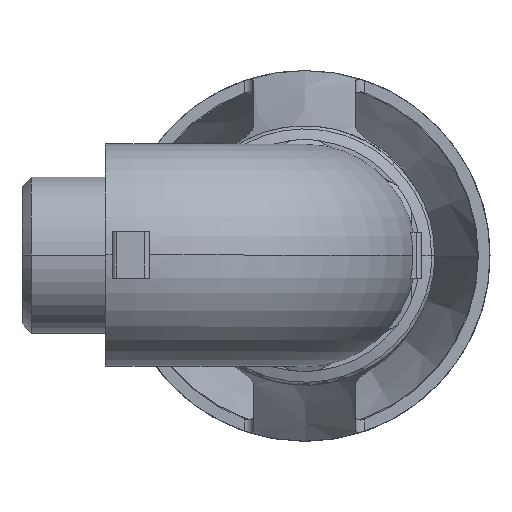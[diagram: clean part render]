
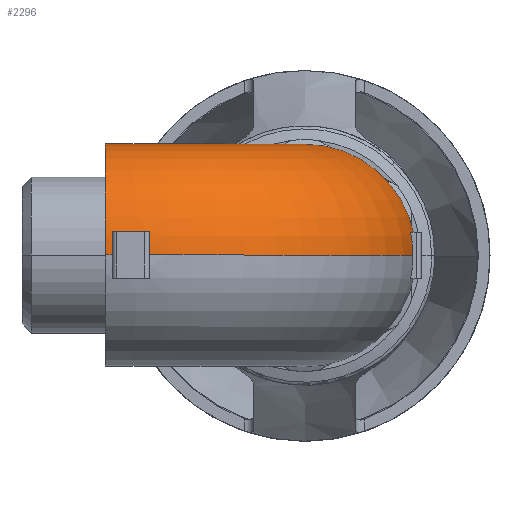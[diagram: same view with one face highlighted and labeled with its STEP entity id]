
A CAD part, top view. The second image highlights one B-rep face of the part: STEP entity #2296.
In plain terms, the highlighted toroidal (fillet/blend) face has major radius 42.999 mm and minor radius 24 mm.
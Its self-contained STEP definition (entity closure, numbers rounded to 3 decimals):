
#146=B_SPLINE_CURVE_WITH_KNOTS($,3,(#3487,#3488,#3489,#3490,#3491,#3492,
#3493,#3494),.UNSPECIFIED.,.F.,.F.,(4,2,2,4),(-4.741,-4.443,
-2.221,0.),.UNSPECIFIED.);
#147=B_SPLINE_CURVE_WITH_KNOTS($,3,(#3503,#3504,#3505,#3506,#3507,#3508,
#3509,#3510),.UNSPECIFIED.,.F.,.F.,(4,2,2,4),(-144.443,-142.23,
-140.018,-139.702),.UNSPECIFIED.);
#150=B_SPLINE_CURVE_WITH_KNOTS($,3,(#3556,#3557,#3558,#3559,#3560,#3561,
#3562,#3563),.UNSPECIFIED.,.F.,.F.,(4,2,2,4),(-4.741,-4.423,
-2.212,0.),.UNSPECIFIED.);
#151=B_SPLINE_CURVE_WITH_KNOTS($,3,(#3572,#3573,#3574,#3575,#3576,#3577,
#3578,#3579),.UNSPECIFIED.,.F.,.F.,(4,2,2,4),(-142.229,-140.008,
-137.787,-137.489),.UNSPECIFIED.);
#153=B_SPLINE_CURVE_WITH_KNOTS($,3,(#3608,#3609,#3610,#3611,#3612,#3613,
#3614),.UNSPECIFIED.,.F.,.F.,(4,1,1,1,4),(0.,0.25,0.5,0.75,1.),
 .UNSPECIFIED.);
#154=B_SPLINE_CURVE_WITH_KNOTS($,3,(#3619,#3620,#3621,#3622,#3623),
 .UNSPECIFIED.,.F.,.F.,(4,1,4),(0.,0.5,1.),.UNSPECIFIED.);
#199=TOROIDAL_SURFACE($,#2460,42.999,24.);
#226=FACE_OUTER_BOUND($,#365,.T.);
#365=EDGE_LOOP($,(#1586,#1587,#1588,#1589,#1590,#1591,#1592,#1593,#1594,
#1595,#1596,#1597));
#786=CIRCLE($,#2444,66.472);
#792=CIRCLE($,#2457,66.472);
#794=CIRCLE($,#2461,24.);
#795=CIRCLE($,#2462,66.999);
#796=CIRCLE($,#2463,66.999);
#797=CIRCLE($,#2464,24.);
#905=VERTEX_POINT($,#3467);
#909=VERTEX_POINT($,#3486);
#912=VERTEX_POINT($,#3500);
#913=VERTEX_POINT($,#3502);
#922=VERTEX_POINT($,#3546);
#923=VERTEX_POINT($,#3555);
#926=VERTEX_POINT($,#3569);
#927=VERTEX_POINT($,#3571);
#931=VERTEX_POINT($,#3604);
#932=VERTEX_POINT($,#3605);
#933=VERTEX_POINT($,#3615);
#934=VERTEX_POINT($,#3617);
#1146=EDGE_CURVE($,#909,#905,#146,.T.);
#1150=EDGE_CURVE($,#913,#912,#147,.T.);
#1158=EDGE_CURVE($,#912,#909,#786,.T.);
#1166=EDGE_CURVE($,#923,#922,#150,.T.);
#1170=EDGE_CURVE($,#927,#926,#151,.T.);
#1178=EDGE_CURVE($,#926,#923,#792,.T.);
#1180=EDGE_CURVE($,#931,#932,#794,.T.);
#1181=EDGE_CURVE($,#927,#931,#795,.T.);
#1182=EDGE_CURVE($,#913,#922,#153,.T.);
#1183=EDGE_CURVE($,#933,#905,#796,.T.);
#1184=EDGE_CURVE($,#934,#933,#797,.T.);
#1185=EDGE_CURVE($,#932,#934,#154,.T.);
#1586=ORIENTED_EDGE($,*,*,#1180,.F.);
#1587=ORIENTED_EDGE($,*,*,#1181,.F.);
#1588=ORIENTED_EDGE($,*,*,#1170,.T.);
#1589=ORIENTED_EDGE($,*,*,#1178,.T.);
#1590=ORIENTED_EDGE($,*,*,#1166,.T.);
#1591=ORIENTED_EDGE($,*,*,#1182,.F.);
#1592=ORIENTED_EDGE($,*,*,#1150,.T.);
#1593=ORIENTED_EDGE($,*,*,#1158,.T.);
#1594=ORIENTED_EDGE($,*,*,#1146,.T.);
#1595=ORIENTED_EDGE($,*,*,#1183,.F.);
#1596=ORIENTED_EDGE($,*,*,#1184,.F.);
#1597=ORIENTED_EDGE($,*,*,#1185,.F.);
#2296=ADVANCED_FACE($,(#226),#199,.T.);
#2444=AXIS2_PLACEMENT_3D($,#3531,#2771,#2772);
#2457=AXIS2_PLACEMENT_3D($,#3600,#2807,#2808);
#2460=AXIS2_PLACEMENT_3D($,#3603,#2813,#2814);
#2461=AXIS2_PLACEMENT_3D($,#3606,#2815,#2816);
#2462=AXIS2_PLACEMENT_3D($,#3607,#2817,#2818);
#2463=AXIS2_PLACEMENT_3D($,#3616,#2819,#2820);
#2464=AXIS2_PLACEMENT_3D($,#3618,#2821,#2822);
#2771=DIRECTION('center_axis',(0.,1.,0.));
#2772=DIRECTION('ref_axis',(0.,0.,1.));
#2807=DIRECTION('center_axis',(0.,1.,0.));
#2808=DIRECTION('ref_axis',(0.,0.,1.));
#2813=DIRECTION('center_axis',(0.,1.,0.));
#2814=DIRECTION('ref_axis',(0.,0.,1.));
#2815=DIRECTION('center_axis',(-1.,0.,0.));
#2816=DIRECTION('ref_axis',(0.,0.,1.));
#2817=DIRECTION('center_axis',(0.,-1.,0.));
#2818=DIRECTION('ref_axis',(0.,0.,1.));
#2819=DIRECTION('center_axis',(0.,-1.,0.));
#2820=DIRECTION('ref_axis',(1.,0.,0.016));
#2821=DIRECTION('center_axis',(0.,0.,-1.));
#2822=DIRECTION('ref_axis',(1.,0.,0.));
#3467=CARTESIAN_POINT('',(23.99,0.,82.577));
#3486=CARTESIAN_POINT('',(23.464,5.,82.577));
#3487=CARTESIAN_POINT('Ctrl Pts',(23.464,5.,82.577));
#3488=CARTESIAN_POINT('Ctrl Pts',(23.486,4.894,82.577));
#3489=CARTESIAN_POINT('Ctrl Pts',(23.508,4.788,82.577));
#3490=CARTESIAN_POINT('Ctrl Pts',(23.687,3.89,82.577));
#3491=CARTESIAN_POINT('Ctrl Pts',(23.804,3.09,82.577));
#3492=CARTESIAN_POINT('Ctrl Pts',(23.955,1.515,82.577));
#3493=CARTESIAN_POINT('Ctrl Pts',(23.99,0.74,82.577));
#3494=CARTESIAN_POINT('Ctrl Pts',(23.99,0.,82.577));
#3500=CARTESIAN_POINT('',(22.85,5.,90.577));
#3502=CARTESIAN_POINT('',(23.381,0.,90.577));
#3503=CARTESIAN_POINT('Ctrl Pts',(23.381,0.,
90.577));
#3504=CARTESIAN_POINT('Ctrl Pts',(23.381,0.737,90.577));
#3505=CARTESIAN_POINT('Ctrl Pts',(23.346,1.509,90.577));
#3506=CARTESIAN_POINT('Ctrl Pts',(23.194,3.077,90.577));
#3507=CARTESIAN_POINT('Ctrl Pts',(23.077,3.874,90.577));
#3508=CARTESIAN_POINT('Ctrl Pts',(22.897,4.775,90.577));
#3509=CARTESIAN_POINT('Ctrl Pts',(22.874,4.888,90.577));
#3510=CARTESIAN_POINT('Ctrl Pts',(22.85,5.,90.577));
#3531=CARTESIAN_POINT('Origin',(-43.,5.,81.5));
#3546=CARTESIAN_POINT('',(-33.506,0.,147.823));
#3555=CARTESIAN_POINT('',(-33.506,5.,147.291));
#3556=CARTESIAN_POINT('Ctrl Pts',(-33.506,5.,147.291));
#3557=CARTESIAN_POINT('Ctrl Pts',(-33.506,4.887,147.315));
#3558=CARTESIAN_POINT('Ctrl Pts',(-33.506,4.774,147.339));
#3559=CARTESIAN_POINT('Ctrl Pts',(-33.506,3.873,147.519));
#3560=CARTESIAN_POINT('Ctrl Pts',(-33.506,3.076,147.636));
#3561=CARTESIAN_POINT('Ctrl Pts',(-33.506,1.509,147.788));
#3562=CARTESIAN_POINT('Ctrl Pts',(-33.506,0.737,147.823));
#3563=CARTESIAN_POINT('Ctrl Pts',(-33.506,0.,147.823));
#3569=CARTESIAN_POINT('',(-41.506,5.,147.956));
#3571=CARTESIAN_POINT('',(-41.506,0.,148.482));
#3572=CARTESIAN_POINT('Ctrl Pts',(-41.506,0.,
148.482));
#3573=CARTESIAN_POINT('Ctrl Pts',(-41.506,0.74,148.482));
#3574=CARTESIAN_POINT('Ctrl Pts',(-41.506,1.515,148.447));
#3575=CARTESIAN_POINT('Ctrl Pts',(-41.506,3.09,148.296));
#3576=CARTESIAN_POINT('Ctrl Pts',(-41.506,3.89,148.179));
#3577=CARTESIAN_POINT('Ctrl Pts',(-41.506,4.788,148.));
#3578=CARTESIAN_POINT('Ctrl Pts',(-41.506,4.894,147.978));
#3579=CARTESIAN_POINT('Ctrl Pts',(-41.506,5.,147.956));
#3600=CARTESIAN_POINT('Origin',(-43.,5.,81.5));
#3603=CARTESIAN_POINT('Origin',(-43.,0.,81.5));
#3604=CARTESIAN_POINT('',(-43.,0.,148.499));
#3605=CARTESIAN_POINT('',(-43.,0.,100.499));
#3606=CARTESIAN_POINT('Origin',(-43.,0.,124.499));
#3607=CARTESIAN_POINT('Origin',(-43.,0.,
81.5));
#3608=CARTESIAN_POINT('Ctrl Pts',(23.381,0.,
90.577));
#3609=CARTESIAN_POINT('Ctrl Pts',(22.441,0.,
97.744));
#3610=CARTESIAN_POINT('Ctrl Pts',(18.098,0.,
111.701));
#3611=CARTESIAN_POINT('Ctrl Pts',(5.365,0.,
129.562));
#3612=CARTESIAN_POINT('Ctrl Pts',(-12.416,0.,
142.407));
#3613=CARTESIAN_POINT('Ctrl Pts',(-26.345,0.,
146.838));
#3614=CARTESIAN_POINT('Ctrl Pts',(-33.506,0.,
147.823));
#3615=CARTESIAN_POINT('',(23.999,0.,81.5));
#3616=CARTESIAN_POINT('Origin',(-43.,0.,
81.5));
#3617=CARTESIAN_POINT('',(-24.001,0.,81.5));
#3618=CARTESIAN_POINT('Origin',(-0.001,0.,81.5));
#3619=CARTESIAN_POINT('Ctrl Pts',(-43.,0.,
100.499));
#3620=CARTESIAN_POINT('Ctrl Pts',(-37.21,0.,
99.956));
#3621=CARTESIAN_POINT('Ctrl Pts',(-28.254,0.,
96.246));
#3622=CARTESIAN_POINT('Ctrl Pts',(-24.544,0.,
87.29));
#3623=CARTESIAN_POINT('Ctrl Pts',(-24.001,0.,
81.5));
